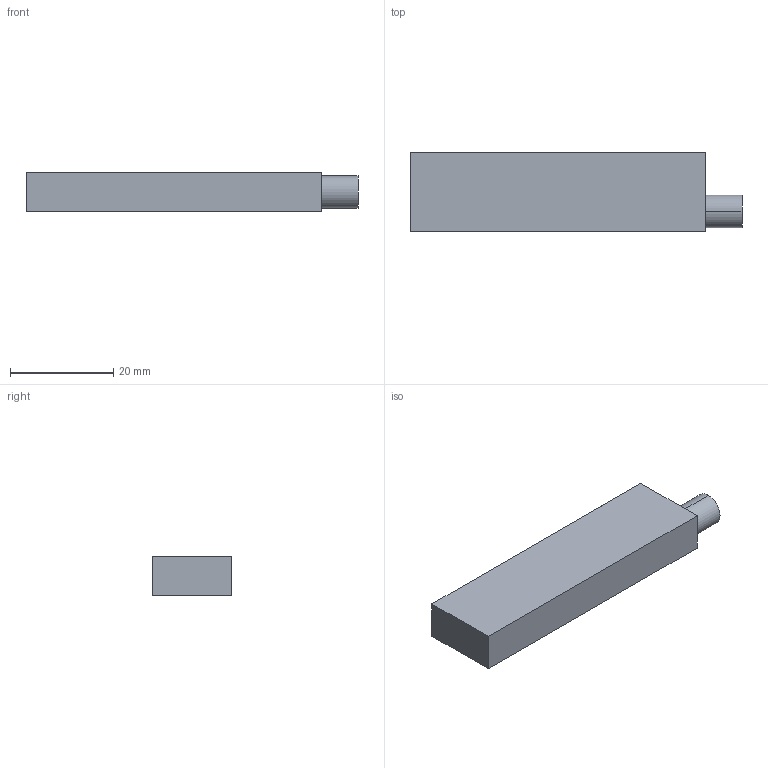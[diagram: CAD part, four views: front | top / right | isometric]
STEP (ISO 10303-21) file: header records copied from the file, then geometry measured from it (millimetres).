
FILE_DESCRIPTION (( 'STEP AP214' ), '1' );
FILE_NAME ('101000092546.STEP', '2025-11-04T07:01:54', ( 'Microsoft' ), ( 'Microsoft' ), 'SwSTEP 2.0', 'SolidWorks 2025', '' );
FILE_SCHEMA (( 'AUTOMOTIVE_DESIGN' ));
Length unit declared in the file: millimetre
Products named in the file (1): 101000092546
Bounding box: 64.47 x 15.44 x 7.67 mm (x, y, z)
Volume: 5477.4 mm3; surface area: 4419 mm2
Topology: 1 solids, 1 shells, 130 faces, 333 edges, 206 vertices
Faces by surface type: cylinder 88, plane 17, cone 16, bspline 4, torus 4, sphere 1
Entity records: 6205 total; most frequent: CARTESIAN_POINT 3453, ORIENTED_EDGE 646, DIRECTION 505, EDGE_CURVE 323, VERTEX_POINT 205, AXIS2_PLACEMENT_3D 195, EDGE_LOOP 144, ADVANCED_FACE 130
